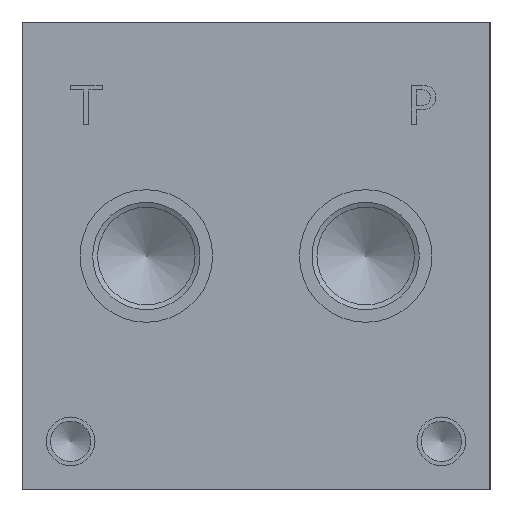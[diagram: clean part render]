
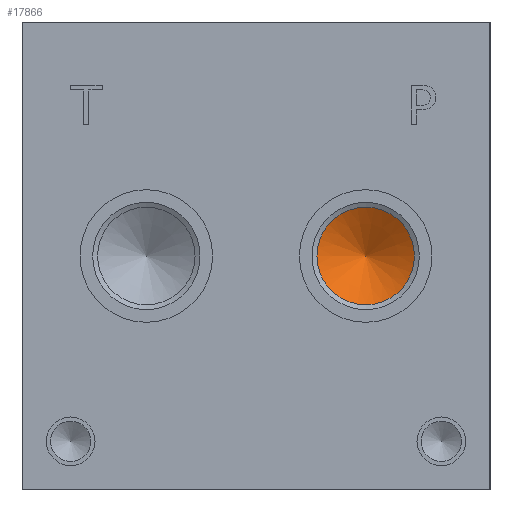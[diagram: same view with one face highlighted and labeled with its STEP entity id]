
A CAD part, left-side view. The second image highlights one B-rep face of the part: STEP entity #17866.
In plain terms, the highlighted conical face has half-angle 60 degrees and reference radius 3.969 mm.
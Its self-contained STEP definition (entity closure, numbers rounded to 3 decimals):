
#40=CONICAL_SURFACE('',#18747,3.969,1.047);
#397=CIRCLE('',#18748,7.938);
#398=CIRCLE('',#18749,7.938);
#2135=FACE_OUTER_BOUND('',#3178,.T.);
#3178=EDGE_LOOP('',(#15308,#15309,#15310,#15311));
#4839=LINE('',#30377,#6389);
#6389=VECTOR('',#22023,3.969);
#8396=VERTEX_POINT('',#30373);
#8397=VERTEX_POINT('',#30374);
#8398=VERTEX_POINT('',#30376);
#10801=EDGE_CURVE('',#8396,#8397,#397,.T.);
#10802=EDGE_CURVE('',#8397,#8398,#4839,.T.);
#10803=EDGE_CURVE('',#8397,#8396,#398,.T.);
#15308=ORIENTED_EDGE('',*,*,#10801,.T.);
#15309=ORIENTED_EDGE('',*,*,#10802,.T.);
#15310=ORIENTED_EDGE('',*,*,#10802,.F.);
#15311=ORIENTED_EDGE('',*,*,#10803,.T.);
#17866=ADVANCED_FACE('',(#2135),#40,.F.);
#18747=AXIS2_PLACEMENT_3D('',#30372,#22019,#22020);
#18748=AXIS2_PLACEMENT_3D('',#30375,#22021,#22022);
#18749=AXIS2_PLACEMENT_3D('',#30378,#22024,#22025);
#22019=DIRECTION('center_axis',(-1.,0.,0.));
#22020=DIRECTION('ref_axis',(0.,1.,0.));
#22021=DIRECTION('center_axis',(-1.,0.,0.));
#22022=DIRECTION('ref_axis',(0.,1.,0.));
#22023=DIRECTION('',(0.5,0.866,0.));
#22024=DIRECTION('center_axis',(-1.,0.,0.));
#22025=DIRECTION('ref_axis',(0.,1.,0.));
#30372=CARTESIAN_POINT('Origin',(34.041,20.244,38.1));
#30373=CARTESIAN_POINT('',(31.75,28.181,38.1));
#30374=CARTESIAN_POINT('',(31.75,12.306,38.1));
#30375=CARTESIAN_POINT('Origin',(31.75,20.244,38.1));
#30376=CARTESIAN_POINT('',(36.333,20.244,38.1));
#30377=CARTESIAN_POINT('',(34.041,16.275,38.1));
#30378=CARTESIAN_POINT('Origin',(31.75,20.244,38.1));
